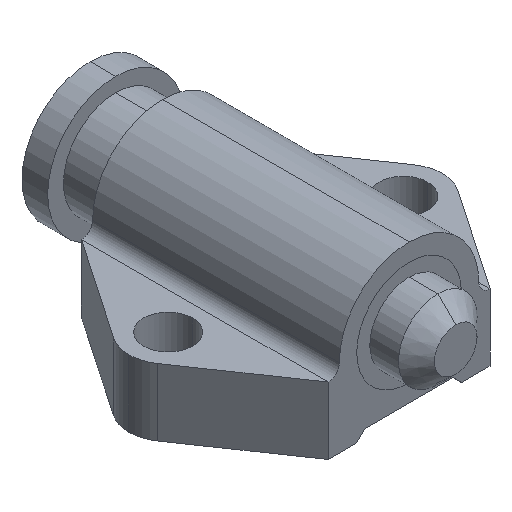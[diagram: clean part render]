
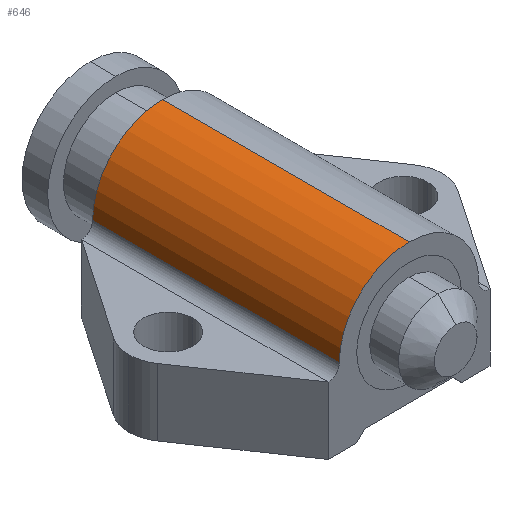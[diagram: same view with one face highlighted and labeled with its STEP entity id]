
A CAD part, isometric view. The second image highlights one B-rep face of the part: STEP entity #646.
In plain terms, the highlighted cylindrical face has radius 4.944 mm (diameter 9.887 mm), a partial arc.
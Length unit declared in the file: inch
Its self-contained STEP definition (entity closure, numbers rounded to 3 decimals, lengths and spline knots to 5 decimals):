
#3 = EDGE_CURVE ( 'NONE', #440, #559, #874, .T. ) ;
#14 = EDGE_CURVE ( 'NONE', #224, #438, #838, .T. ) ;
#30 = AXIS2_PLACEMENT_3D ( 'NONE', #538, #548, #549 ) ;
#46 = EDGE_CURVE ( 'NONE', #440, #224, #1090, .T. ) ;
#93 = EDGE_CURVE ( 'NONE', #559, #438, #904, .T. ) ;
#95 = AXIS2_PLACEMENT_3D ( 'NONE', #292, #293, #298 ) ;
#142 = DIRECTION ( 'NONE',  ( 0., 1., 0. ) ) ;
#159 = CARTESIAN_POINT ( 'NONE',  ( -0.19462, -0.688, 0. ) ) ;
#224 = VERTEX_POINT ( 'NONE', #462 ) ;
#292 = CARTESIAN_POINT ( 'NONE',  ( 0., -0.688, 0. ) ) ;
#293 = DIRECTION ( 'NONE',  ( 0., 1., 0. ) ) ;
#298 = DIRECTION ( 'NONE',  ( 0., 0., 1. ) ) ;
#389 = CARTESIAN_POINT ( 'NONE',  ( 0., -0.688, 0.19462 ) ) ;
#434 = DIRECTION ( 'NONE',  ( 0., 1., 0. ) ) ;
#438 = VERTEX_POINT ( 'NONE', #477 ) ;
#440 = VERTEX_POINT ( 'NONE', #479 ) ;
#445 = CARTESIAN_POINT ( 'NONE',  ( 0., -0.688, 0.19462 ) ) ;
#454 = DIRECTION ( 'NONE',  ( 0., 1., 0. ) ) ;
#462 = CARTESIAN_POINT ( 'NONE',  ( -0.19462, 0., 0. ) ) ;
#477 = CARTESIAN_POINT ( 'NONE',  ( 0., 0., 0.19462 ) ) ;
#479 = CARTESIAN_POINT ( 'NONE',  ( -0.19462, -0.688, 0. ) ) ;
#527 = DIRECTION ( 'NONE',  ( 0., 0., -1. ) ) ;
#538 = CARTESIAN_POINT ( 'NONE',  ( 0., 0., 0. ) ) ;
#548 = DIRECTION ( 'NONE',  ( 0., 1., 0. ) ) ;
#549 = DIRECTION ( 'NONE',  ( 0., 0., -1. ) ) ;
#559 = VERTEX_POINT ( 'NONE', #389 ) ;
#599 = CARTESIAN_POINT ( 'NONE',  ( 0., -0.688, 0. ) ) ;
#646 = ADVANCED_FACE ( 'NONE', ( #868 ), #859, .T. ) ;
#693 = AXIS2_PLACEMENT_3D ( 'NONE', #599, #434, #527 ) ;
#838 = CIRCLE ( 'NONE', #30, 0.19462 ) ;
#859 = CYLINDRICAL_SURFACE ( 'NONE', #95, 0.19462 ) ;
#868 = FACE_OUTER_BOUND ( 'NONE', #941, .T. ) ;
#874 = CIRCLE ( 'NONE', #693, 0.19462 ) ;
#904 = LINE ( 'NONE', #445, #908 ) ;
#908 = VECTOR ( 'NONE', #454, 39.37008 ) ;
#933 = VECTOR ( 'NONE', #142, 39.37008 ) ;
#941 = EDGE_LOOP ( 'NONE', ( #991, #989, #986, #980 ) ) ;
#980 = ORIENTED_EDGE ( 'NONE', *, *, #46, .F. ) ;
#986 = ORIENTED_EDGE ( 'NONE', *, *, #14, .F. ) ;
#989 = ORIENTED_EDGE ( 'NONE', *, *, #93, .T. ) ;
#991 = ORIENTED_EDGE ( 'NONE', *, *, #3, .T. ) ;
#1090 = LINE ( 'NONE', #159, #933 ) ;
